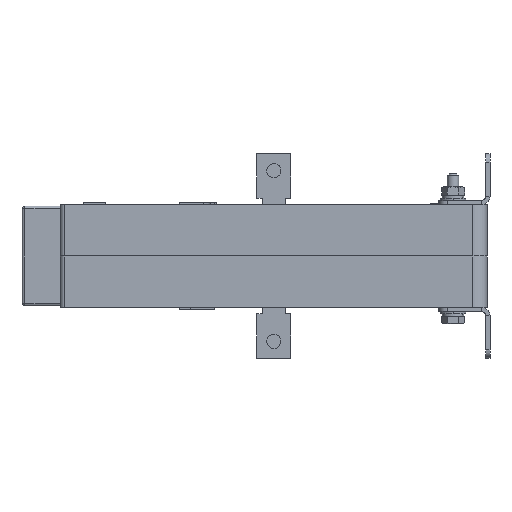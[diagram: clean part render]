
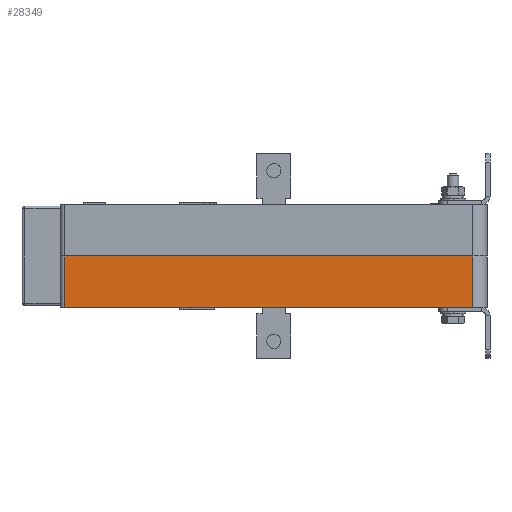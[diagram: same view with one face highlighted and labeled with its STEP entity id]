
A CAD part, left-side view. The second image highlights one B-rep face of the part: STEP entity #28349.
In plain terms, the highlighted planar face has unit normal (-1, 0, 0).
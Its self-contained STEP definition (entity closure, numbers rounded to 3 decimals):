
#445 = ORIENTED_EDGE ( 'NONE', *, *, #23490, .F. ) ;
#3381 = VERTEX_POINT ( 'NONE', #5750 ) ;
#3970 = VECTOR ( 'NONE', #29417, 1000. ) ;
#4348 = LINE ( 'NONE', #29848, #3970 ) ;
#5613 = VERTEX_POINT ( 'NONE', #24413 ) ;
#5750 = CARTESIAN_POINT ( 'NONE',  ( -49., -70., 0. ) ) ;
#8017 = ORIENTED_EDGE ( 'NONE', *, *, #19699, .F. ) ;
#8145 = EDGE_LOOP ( 'NONE', ( #8017, #445, #20376, #23735 ) ) ;
#12460 = VECTOR ( 'NONE', #19175, 1000. ) ;
#12674 = LINE ( 'NONE', #19403, #12460 ) ;
#13469 = VECTOR ( 'NONE', #20181, 1000. ) ;
#13604 = LINE ( 'NONE', #19791, #13469 ) ;
#14023 = VECTOR ( 'NONE', #20373, 1000. ) ;
#14324 = LINE ( 'NONE', #20477, #14023 ) ;
#15715 = FACE_OUTER_BOUND ( 'NONE', #8145, .T. ) ;
#18087 = VERTEX_POINT ( 'NONE', #19737 ) ;
#19175 = DIRECTION ( 'NONE',  ( 0., -1., 0. ) ) ;
#19403 = CARTESIAN_POINT ( 'NONE',  ( -49., -70., -18. ) ) ;
#19699 = EDGE_CURVE ( 'NONE', #5613, #3381, #4348, .T. ) ;
#19737 = CARTESIAN_POINT ( 'NONE',  ( -49., -70., -18. ) ) ;
#19791 = CARTESIAN_POINT ( 'NONE',  ( -49., 73.5, -18. ) ) ;
#19936 = VERTEX_POINT ( 'NONE', #25619 ) ;
#20181 = DIRECTION ( 'NONE',  ( 0., 0., 1. ) ) ;
#20373 = DIRECTION ( 'NONE',  ( 0., 0., 1. ) ) ;
#20376 = ORIENTED_EDGE ( 'NONE', *, *, #23521, .T. ) ;
#20477 = CARTESIAN_POINT ( 'NONE',  ( -49., -70., -18. ) ) ;
#23442 = EDGE_CURVE ( 'NONE', #18087, #3381, #14324, .T. ) ;
#23490 = EDGE_CURVE ( 'NONE', #19936, #5613, #13604, .T. ) ;
#23504 = DIRECTION ( 'NONE',  ( 0., -1., 0. ) ) ;
#23521 = EDGE_CURVE ( 'NONE', #19936, #18087, #12674, .T. ) ;
#23526 = DIRECTION ( 'NONE',  ( -1., 0., 0. ) ) ;
#23561 = CARTESIAN_POINT ( 'NONE',  ( -49., -70., -18. ) ) ;
#23638 = PLANE ( 'NONE',  #27900 ) ;
#23735 = ORIENTED_EDGE ( 'NONE', *, *, #23442, .T. ) ;
#24413 = CARTESIAN_POINT ( 'NONE',  ( -49., 73.5, 0. ) ) ;
#25619 = CARTESIAN_POINT ( 'NONE',  ( -49., 73.5, -18. ) ) ;
#27900 = AXIS2_PLACEMENT_3D ( 'NONE', #23561, #23526, #23504 ) ;
#28349 = ADVANCED_FACE ( 'NONE', ( #15715 ), #23638, .T. ) ;
#29417 = DIRECTION ( 'NONE',  ( 0., -1., 0. ) ) ;
#29848 = CARTESIAN_POINT ( 'NONE',  ( -49., -70., 0. ) ) ;
